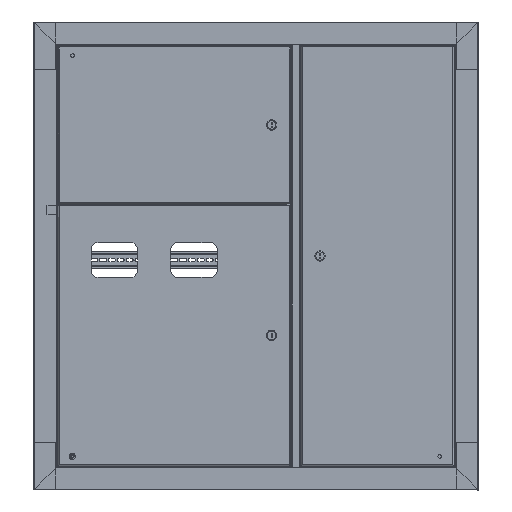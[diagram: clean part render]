
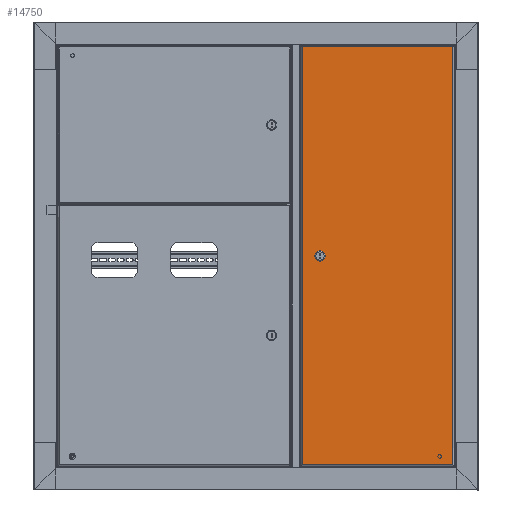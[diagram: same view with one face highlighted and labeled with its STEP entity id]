
A CAD part, top view. The second image highlights one B-rep face of the part: STEP entity #14750.
In plain terms, the highlighted planar face has unit normal (0, 0, 1).
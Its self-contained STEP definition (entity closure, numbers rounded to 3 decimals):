
#26 = CARTESIAN_POINT ( 'NONE',  ( 448.2, 40., 0. ) ) ;
#117 = CARTESIAN_POINT ( 'NONE',  ( 894.8, 1.6, 0. ) ) ;
#139 = ORIENTED_EDGE ( 'NONE', *, *, #22978, .T. ) ;
#273 = DIRECTION ( 'NONE',  ( 0., 1., 0. ) ) ;
#285 = ORIENTED_EDGE ( 'NONE', *, *, #34033, .F. ) ;
#357 = CARTESIAN_POINT ( 'NONE',  ( 1.6, 324.1, 0. ) ) ;
#422 = DIRECTION ( 'NONE',  ( 0., -1., 0. ) ) ;
#553 = CARTESIAN_POINT ( 'NONE',  ( 894.8, 324.1, 0. ) ) ;
#750 = CARTESIAN_POINT ( 'NONE',  ( 1.6, 1.6, 0. ) ) ;
#1224 = DIRECTION ( 'NONE',  ( -1., 0., 0. ) ) ;
#2219 = VERTEX_POINT ( 'NONE', #553 ) ;
#2387 = LINE ( 'NONE', #30562, #51032 ) ;
#4161 = ORIENTED_EDGE ( 'NONE', *, *, #9386, .F. ) ;
#5727 = VECTOR ( 'NONE', #1224, 1000. ) ;
#5773 = EDGE_LOOP ( 'NONE', ( #21797, #139, #29837, #44485 ) ) ;
#6914 = CARTESIAN_POINT ( 'NONE',  ( 448.2, 40., 0. ) ) ;
#6945 = CARTESIAN_POINT ( 'NONE',  ( 451.849, 31.5, 0. ) ) ;
#6956 = FACE_OUTER_BOUND ( 'NONE', #5773, .T. ) ;
#7486 = EDGE_CURVE ( 'NONE', #15712, #49558, #30880, .T. ) ;
#7655 = CARTESIAN_POINT ( 'NONE',  ( 444.551, 31.5, 0. ) ) ;
#8361 = CARTESIAN_POINT ( 'NONE',  ( 895.093, 324.1, 0. ) ) ;
#8488 = AXIS2_PLACEMENT_3D ( 'NONE', #26, #12119, #28181 ) ;
#8839 = AXIS2_PLACEMENT_3D ( 'NONE', #43532, #23029, #42772 ) ;
#8852 = LINE ( 'NONE', #28083, #39462 ) ;
#9386 = EDGE_CURVE ( 'NONE', #20863, #15712, #50108, .T. ) ;
#10890 = DIRECTION ( 'NONE',  ( 1., 0., 0. ) ) ;
#11201 = CARTESIAN_POINT ( 'NONE',  ( 457.45, 40., 0. ) ) ;
#12119 = DIRECTION ( 'NONE',  ( 0., 0., 1. ) ) ;
#12353 = ORIENTED_EDGE ( 'NONE', *, *, #51617, .F. ) ;
#12665 = CARTESIAN_POINT ( 'NONE',  ( 894.8, 0., 0. ) ) ;
#12763 = VERTEX_POINT ( 'NONE', #39695 ) ;
#12937 = CARTESIAN_POINT ( 'NONE',  ( 448.2, 40., 0. ) ) ;
#14590 = FACE_BOUND ( 'NONE', #22274, .T. ) ;
#14750 = ADVANCED_FACE ( 'NONE', ( #14590, #6956 ), #19336, .F. ) ;
#15257 = ORIENTED_EDGE ( 'NONE', *, *, #7486, .F. ) ;
#15712 = VERTEX_POINT ( 'NONE', #33592 ) ;
#16998 = ORIENTED_EDGE ( 'NONE', *, *, #20405, .F. ) ;
#17571 = LINE ( 'NONE', #8361, #5727 ) ;
#18296 = AXIS2_PLACEMENT_3D ( 'NONE', #12937, #37166, #20865 ) ;
#18473 = DIRECTION ( 'NONE',  ( -1., 0., 0. ) ) ;
#19336 = PLANE ( 'NONE',  #8839 ) ;
#20405 = EDGE_CURVE ( 'NONE', #49558, #12763, #46828, .T. ) ;
#20863 = VERTEX_POINT ( 'NONE', #7655 ) ;
#20865 = DIRECTION ( 'NONE',  ( 1., 0., 0. ) ) ;
#21797 = ORIENTED_EDGE ( 'NONE', *, *, #48016, .T. ) ;
#22274 = EDGE_LOOP ( 'NONE', ( #285, #16998, #15257, #4161, #12353 ) ) ;
#22745 = DIRECTION ( 'NONE',  ( 1., 0., 0. ) ) ;
#22978 = EDGE_CURVE ( 'NONE', #28320, #2219, #40027, .T. ) ;
#23029 = DIRECTION ( 'NONE',  ( 0., 0., -1. ) ) ;
#23731 = VERTEX_POINT ( 'NONE', #750 ) ;
#26409 = EDGE_CURVE ( 'NONE', #2219, #35297, #17571, .T. ) ;
#27834 = EDGE_CURVE ( 'NONE', #35297, #23731, #8852, .T. ) ;
#28083 = CARTESIAN_POINT ( 'NONE',  ( 1.6, 324.393, 0. ) ) ;
#28181 = DIRECTION ( 'NONE',  ( 1., 0., 0. ) ) ;
#28320 = VERTEX_POINT ( 'NONE', #117 ) ;
#29837 = ORIENTED_EDGE ( 'NONE', *, *, #26409, .T. ) ;
#29916 = CARTESIAN_POINT ( 'NONE',  ( 444.551, 48.5, 0. ) ) ;
#30562 = CARTESIAN_POINT ( 'NONE',  ( 451.849, 48.5, 0. ) ) ;
#30880 = CIRCLE ( 'NONE', #38490, 9.25 ) ;
#31193 = CIRCLE ( 'NONE', #8488, 9.25 ) ;
#31922 = DIRECTION ( 'NONE',  ( 1., 0., 0. ) ) ;
#33592 = CARTESIAN_POINT ( 'NONE',  ( 451.849, 31.5, 0. ) ) ;
#33703 = VECTOR ( 'NONE', #31922, 1000. ) ;
#34033 = EDGE_CURVE ( 'NONE', #12763, #39644, #2387, .T. ) ;
#34303 = DIRECTION ( 'NONE',  ( 0., 0., 1. ) ) ;
#34363 = VECTOR ( 'NONE', #273, 1000. ) ;
#35297 = VERTEX_POINT ( 'NONE', #357 ) ;
#37166 = DIRECTION ( 'NONE',  ( 0., 0., 1. ) ) ;
#38490 = AXIS2_PLACEMENT_3D ( 'NONE', #6914, #34303, #22745 ) ;
#39462 = VECTOR ( 'NONE', #422, 1000. ) ;
#39644 = VERTEX_POINT ( 'NONE', #29916 ) ;
#39695 = CARTESIAN_POINT ( 'NONE',  ( 451.849, 48.5, 0. ) ) ;
#40027 = LINE ( 'NONE', #12665, #34363 ) ;
#40721 = VECTOR ( 'NONE', #10890, 1000. ) ;
#42772 = DIRECTION ( 'NONE',  ( -1., 0., 0. ) ) ;
#43532 = CARTESIAN_POINT ( 'NONE',  ( 0., 325.7, 0. ) ) ;
#44485 = ORIENTED_EDGE ( 'NONE', *, *, #27834, .T. ) ;
#46828 = CIRCLE ( 'NONE', #18296, 9.25 ) ;
#48016 = EDGE_CURVE ( 'NONE', #23731, #28320, #51381, .T. ) ;
#49558 = VERTEX_POINT ( 'NONE', #11201 ) ;
#50108 = LINE ( 'NONE', #6945, #40721 ) ;
#51032 = VECTOR ( 'NONE', #18473, 1000. ) ;
#51381 = LINE ( 'NONE', #51879, #33703 ) ;
#51617 = EDGE_CURVE ( 'NONE', #39644, #20863, #31193, .T. ) ;
#51879 = CARTESIAN_POINT ( 'NONE',  ( 1.6, 1.6, 0. ) ) ;
